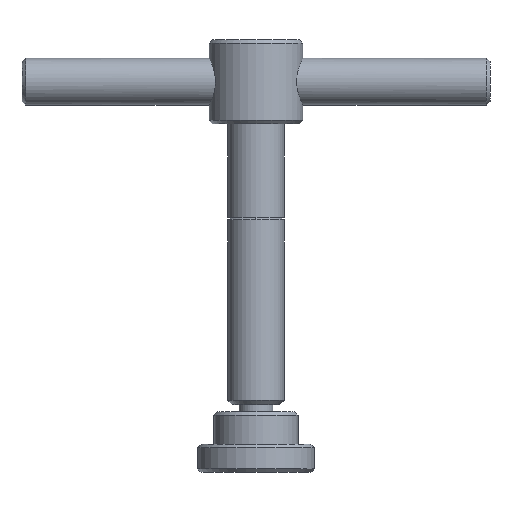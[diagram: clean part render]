
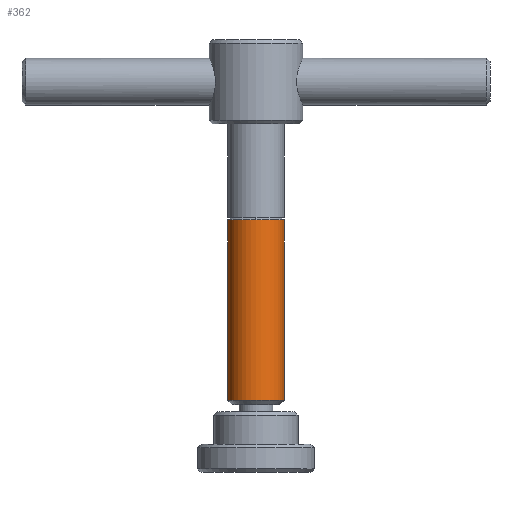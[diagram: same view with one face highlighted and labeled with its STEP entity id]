
A CAD part, front view. The second image highlights one B-rep face of the part: STEP entity #362.
In plain terms, the highlighted cylindrical face has radius 6 mm (diameter 12 mm), a partial arc.
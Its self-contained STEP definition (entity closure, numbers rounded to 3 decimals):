
#252=VERTEX_POINT('',#656);
#258=EDGE_CURVE('',#276,#590,#662,.T.);
#276=VERTEX_POINT('',#684);
#278=EDGE_CURVE('',#346,#276,#686,.T.);
#346=VERTEX_POINT('',#766);
#358=EDGE_CURVE('',#484,#346,#780,.T.);
#362=ADVANCED_FACE('',(#784),#785,.T.);
#388=EDGE_CURVE('',#590,#252,#816,.T.);
#484=VERTEX_POINT('',#919);
#560=EDGE_CURVE('',#252,#484,#1004,.T.);
#590=VERTEX_POINT('',#1034);
#656=CARTESIAN_POINT('',(6.,0.,53.953));
#662=CIRCLE('',#1125,6.0);
#684=CARTESIAN_POINT('',(-6.,0.,15.4));
#686=LINE('',#1154,#1155);
#766=CARTESIAN_POINT('',(-6.,0.,53.953));
#780=CIRCLE('',#1286,6.0);
#784=FACE_OUTER_BOUND('',#1289,.T.);
#785=CYLINDRICAL_SURFACE('',#1290,6.0);
#816=LINE('',#1329,#1330);
#919=CARTESIAN_POINT('',(0.,-6.,53.953));
#1004=CIRCLE('',#1687,6.0);
#1034=CARTESIAN_POINT('',(6.,0.,15.4));
#1125=AXIS2_PLACEMENT_3D('',#1808,#1809,#1810);
#1154=CARTESIAN_POINT('',(-6.,0.,44.95));
#1155=VECTOR('',#1842,1.0);
#1286=AXIS2_PLACEMENT_3D('',#1981,#1982,#1983);
#1289=EDGE_LOOP('',(#1986,#1987,#1988,#1989,#1990));
#1290=AXIS2_PLACEMENT_3D('',#1991,#1992,#1993);
#1329=CARTESIAN_POINT('',(6.,0.,44.95));
#1330=VECTOR('',#2045,1.0);
#1687=AXIS2_PLACEMENT_3D('',#2249,#2250,#2251);
#1808=CARTESIAN_POINT('',(0.,0.,15.4));
#1809=DIRECTION('',(0.,0.,1.0));
#1810=DIRECTION('',(1.0,0.,0.));
#1842=DIRECTION('',(0.,0.,-1.0));
#1981=CARTESIAN_POINT('',(0.,0.,53.953));
#1982=DIRECTION('',(0.,0.,-1.0));
#1983=DIRECTION('',(1.0,0.,0.));
#1986=ORIENTED_EDGE('',*,*,#388,.T.);
#1987=ORIENTED_EDGE('',*,*,#560,.T.);
#1988=ORIENTED_EDGE('',*,*,#358,.T.);
#1989=ORIENTED_EDGE('',*,*,#278,.T.);
#1990=ORIENTED_EDGE('',*,*,#258,.T.);
#1991=CARTESIAN_POINT('',(0.,0.,44.95));
#1992=DIRECTION('',(0.,0.,-1.0));
#1993=DIRECTION('',(1.0,0.,0.));
#2045=DIRECTION('',(0.,0.,1.0));
#2249=CARTESIAN_POINT('',(0.,0.,53.953));
#2250=DIRECTION('',(0.,0.,-1.0));
#2251=DIRECTION('',(1.0,0.,0.));
